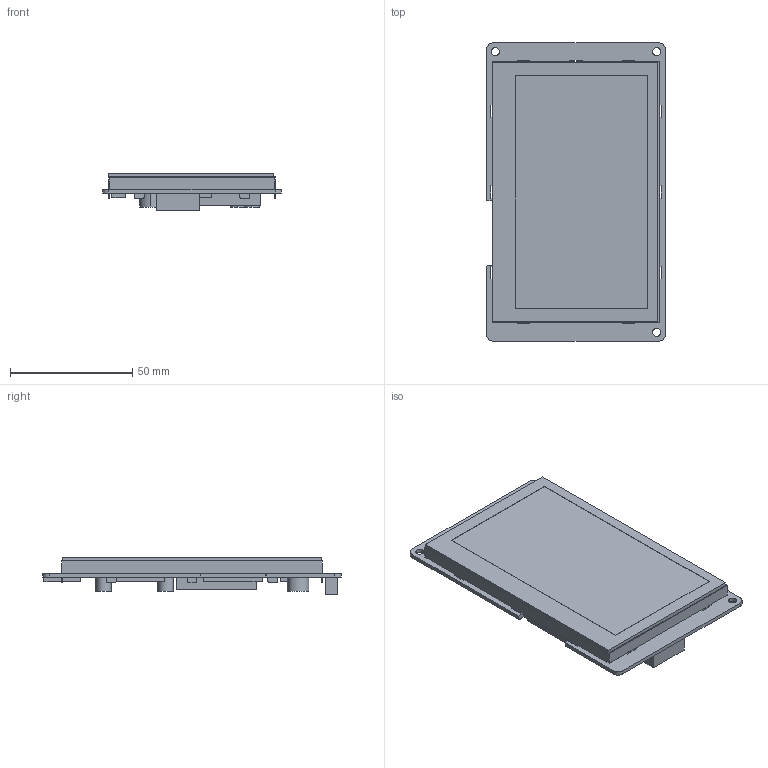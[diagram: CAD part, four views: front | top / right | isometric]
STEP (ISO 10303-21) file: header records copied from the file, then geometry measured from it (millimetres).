
FILE_DESCRIPTION((''),'2;1');
FILE_NAME('DMG48270C043-05WTR','2022-01-13T',('Administrator'),(''),'PRO/ENGINEER BY PARAMETRIC TECHNOLOGY CORPORATION, 2011310','PRO/ENGINEER BY PARAMETRIC TECHNOLOGY CORPORATION, 2011310','');
FILE_SCHEMA(('CONFIG_CONTROL_DESIGN','SHAPE_APPEARANCE_LAYERS_GROUPS'));
Length unit declared in the file: millimetre
Products named in the file (1): DMG48270C043-05WTR
Bounding box: 73.15 x 121.92 x 15.3 mm (x, y, z)
Volume: 54789.4 mm3; surface area: 51430.5 mm2
Topology: 1 solids, 2 shells, 279 faces, 790 edges, 518 vertices
Faces by surface type: plane 228, cylinder 51
Entity records: 10850 total; most frequent: CARTESIAN_POINT 1587, ORIENTED_EDGE 1580, DIRECTION 1450, EDGE_CURVE 790, VECTOR 688, LINE 688, VERTEX_POINT 518, AXIS2_PLACEMENT_3D 381
